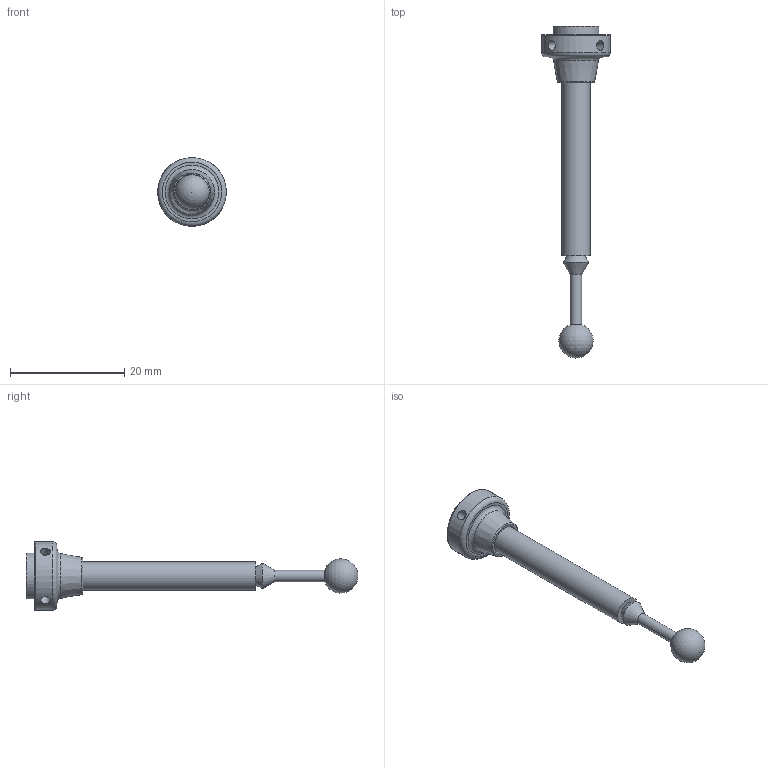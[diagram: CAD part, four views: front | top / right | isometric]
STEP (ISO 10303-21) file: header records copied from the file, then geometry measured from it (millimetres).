
FILE_DESCRIPTION(/* description */ ('Unknown'),/* implementation_level */ '2;1');
FILE_NAME(/* name */ '751500300',/* time_stamp */ '2021-09-27T13:43:50+02:00',/* author */ ('Unknown'),/* organization */ ('Unknown'),/* preprocessor_version */ 'ST-DEVELOPER v16.7',/* originating_system */ 'DEX',/* authorisation */ $);
FILE_SCHEMA (('AUTOMOTIVE_DESIGN {1 0 10303 214 3 1 1}'));
Length unit declared in the file: millimetre
Products named in the file (1): 0025252_
Bounding box: 12 x 58 x 12 mm (x, y, z)
Volume: 927.3 mm3; surface area: 1398.5 mm2
Topology: 2 solids, 3 shells, 28 faces, 64 edges, 43 vertices
Faces by surface type: cylinder 9, cone 7, plane 7, torus 4, sphere 1
Full cylindrical faces by diameter (mm): 1.7 x4, 2 x1, 4.95 x1, 8 x1, 12 x2
Entity records: 686 total; most frequent: CARTESIAN_POINT 127, DIRECTION 104, FACE_BOUND 56, ORIENTED_EDGE 52, EDGE_LOOP 52, AXIS2_PLACEMENT_3D 52, VERTEX_POINT 31, ADVANCED_FACE 28
